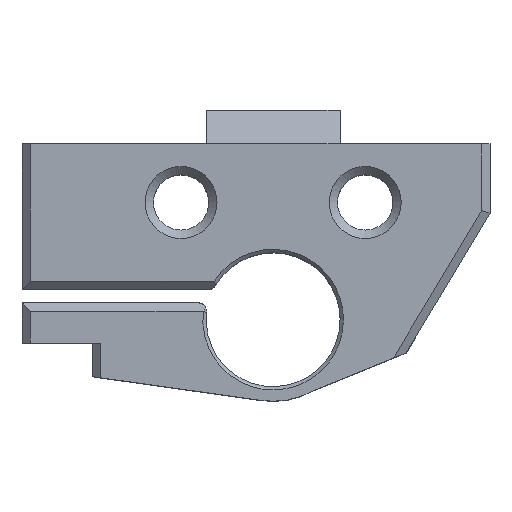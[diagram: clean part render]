
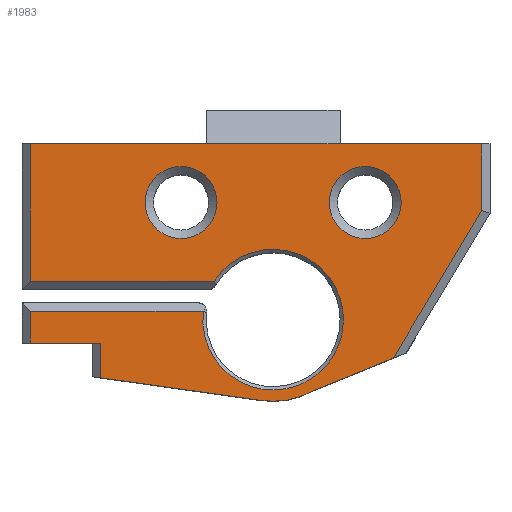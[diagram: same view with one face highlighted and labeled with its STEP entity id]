
A CAD part, top view. The second image highlights one B-rep face of the part: STEP entity #1983.
In plain terms, the highlighted planar face has unit normal (0, 0, 1).
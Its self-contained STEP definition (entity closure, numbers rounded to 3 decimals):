
#35=FACE_BOUND('',#285,.T.);
#36=FACE_BOUND('',#286,.T.);
#65=PLANE('',#2147);
#166=FACE_OUTER_BOUND('',#284,.T.);
#284=EDGE_LOOP('',(#1542,#1543,#1544,#1545,#1546,#1547,#1548,#1549,#1550,
#1551,#1552,#1553,#1554,#1555,#1556,#1557));
#285=EDGE_LOOP('',(#1558));
#286=EDGE_LOOP('',(#1559));
#385=LINE('',#2885,#622);
#400=LINE('',#2918,#637);
#457=LINE('',#3063,#694);
#459=LINE('',#3074,#696);
#460=LINE('',#3075,#697);
#461=LINE('',#3077,#698);
#462=LINE('',#3079,#699);
#463=LINE('',#3083,#700);
#464=LINE('',#3085,#701);
#465=LINE('',#3086,#702);
#466=LINE('',#3088,#703);
#467=LINE('',#3090,#704);
#468=LINE('',#3091,#705);
#622=VECTOR('',#2308,10.);
#637=VECTOR('',#2333,10.);
#694=VECTOR('',#2458,10.);
#696=VECTOR('',#2472,10.);
#697=VECTOR('',#2473,10.);
#698=VECTOR('',#2474,10.);
#699=VECTOR('',#2475,10.);
#700=VECTOR('',#2478,10.);
#701=VECTOR('',#2479,10.);
#702=VECTOR('',#2480,10.);
#703=VECTOR('',#2481,10.);
#704=VECTOR('',#2482,10.);
#705=VECTOR('',#2483,10.);
#847=CIRCLE('',#2093,4.202);
#848=CIRCLE('',#2095,0.3);
#865=CIRCLE('',#2145,2.15);
#867=CIRCLE('',#2148,4.875);
#868=CIRCLE('',#2149,2.15);
#908=VERTEX_POINT('',#2854);
#911=VERTEX_POINT('',#2861);
#913=VERTEX_POINT('',#2866);
#917=VERTEX_POINT('',#2884);
#929=VERTEX_POINT('',#2915);
#930=VERTEX_POINT('',#2917);
#976=VERTEX_POINT('',#3044);
#984=VERTEX_POINT('',#3061);
#985=VERTEX_POINT('',#3067);
#987=VERTEX_POINT('',#3073);
#988=VERTEX_POINT('',#3076);
#989=VERTEX_POINT('',#3078);
#990=VERTEX_POINT('',#3080);
#991=VERTEX_POINT('',#3082);
#992=VERTEX_POINT('',#3084);
#993=VERTEX_POINT('',#3087);
#994=VERTEX_POINT('',#3089);
#995=VERTEX_POINT('',#3092);
#1095=EDGE_CURVE('',#911,#908,#847,.T.);
#1097=EDGE_CURVE('',#913,#911,#848,.T.);
#1105=EDGE_CURVE('',#908,#917,#385,.T.);
#1121=EDGE_CURVE('',#930,#929,#400,.T.);
#1193=EDGE_CURVE('',#976,#984,#457,.T.);
#1195=EDGE_CURVE('',#985,#985,#865,.T.);
#1198=EDGE_CURVE('',#987,#913,#459,.T.);
#1199=EDGE_CURVE('',#976,#987,#460,.T.);
#1200=EDGE_CURVE('',#988,#984,#461,.T.);
#1201=EDGE_CURVE('',#988,#989,#462,.T.);
#1202=EDGE_CURVE('',#989,#990,#867,.T.);
#1203=EDGE_CURVE('',#990,#991,#463,.T.);
#1204=EDGE_CURVE('',#992,#991,#464,.T.);
#1205=EDGE_CURVE('',#930,#992,#465,.T.);
#1206=EDGE_CURVE('',#993,#929,#466,.T.);
#1207=EDGE_CURVE('',#993,#994,#467,.T.);
#1208=EDGE_CURVE('',#917,#994,#468,.T.);
#1209=EDGE_CURVE('',#995,#995,#868,.T.);
#1542=ORIENTED_EDGE('',*,*,#1097,.F.);
#1543=ORIENTED_EDGE('',*,*,#1198,.F.);
#1544=ORIENTED_EDGE('',*,*,#1199,.F.);
#1545=ORIENTED_EDGE('',*,*,#1193,.T.);
#1546=ORIENTED_EDGE('',*,*,#1200,.F.);
#1547=ORIENTED_EDGE('',*,*,#1201,.T.);
#1548=ORIENTED_EDGE('',*,*,#1202,.T.);
#1549=ORIENTED_EDGE('',*,*,#1203,.T.);
#1550=ORIENTED_EDGE('',*,*,#1204,.F.);
#1551=ORIENTED_EDGE('',*,*,#1205,.F.);
#1552=ORIENTED_EDGE('',*,*,#1121,.T.);
#1553=ORIENTED_EDGE('',*,*,#1206,.F.);
#1554=ORIENTED_EDGE('',*,*,#1207,.T.);
#1555=ORIENTED_EDGE('',*,*,#1208,.F.);
#1556=ORIENTED_EDGE('',*,*,#1105,.F.);
#1557=ORIENTED_EDGE('',*,*,#1095,.F.);
#1558=ORIENTED_EDGE('',*,*,#1209,.F.);
#1559=ORIENTED_EDGE('',*,*,#1195,.F.);
#1983=ADVANCED_FACE('',(#166,#35,#36),#65,.T.);
#2093=AXIS2_PLACEMENT_3D('',#2863,#2285,#2286);
#2095=AXIS2_PLACEMENT_3D('',#2870,#2289,#2290);
#2145=AXIS2_PLACEMENT_3D('',#3068,#2465,#2466);
#2147=AXIS2_PLACEMENT_3D('',#3072,#2470,#2471);
#2148=AXIS2_PLACEMENT_3D('',#3081,#2476,#2477);
#2149=AXIS2_PLACEMENT_3D('',#3093,#2484,#2485);
#2285=DIRECTION('center_axis',(0.,0.,1.));
#2286=DIRECTION('ref_axis',(0.968,-0.25,0.));
#2289=DIRECTION('center_axis',(0.,0.,-1.));
#2290=DIRECTION('ref_axis',(0.745,0.667,0.));
#2308=DIRECTION('',(-1.,0.,0.));
#2333=DIRECTION('',(-1.,0.,0.));
#2458=DIRECTION('',(1.,0.,0.));
#2465=DIRECTION('center_axis',(0.,0.,1.));
#2466=DIRECTION('ref_axis',(-1.,0.,0.));
#2470=DIRECTION('center_axis',(0.,0.,1.));
#2471=DIRECTION('ref_axis',(1.,0.,0.));
#2472=DIRECTION('',(1.,0.,0.));
#2473=DIRECTION('',(0.,1.,0.));
#2474=DIRECTION('',(0.,1.,0.));
#2475=DIRECTION('',(0.99,-0.14,0.));
#2476=DIRECTION('center_axis',(0.,0.,1.));
#2477=DIRECTION('ref_axis',(-0.164,-0.986,0.));
#2478=DIRECTION('',(0.926,0.377,0.));
#2479=DIRECTION('',(-0.514,-0.858,0.));
#2480=DIRECTION('',(0.,-1.,0.));
#2481=DIRECTION('',(1.,0.,0.));
#2482=DIRECTION('',(-1.,0.,0.));
#2483=DIRECTION('',(0.,1.,0.));
#2484=DIRECTION('center_axis',(0.,0.,1.));
#2485=DIRECTION('ref_axis',(-1.,0.,0.));
#2854=CARTESIAN_POINT('',(-3.517,-4.7,0.));
#2861=CARTESIAN_POINT('',(-4.176,-6.533,0.));
#2863=CARTESIAN_POINT('Origin',(0.,-7.,0.));
#2866=CARTESIAN_POINT('',(-4.174,-6.5,0.));
#2870=CARTESIAN_POINT('Origin',(-4.474,-6.5,0.));
#2884=CARTESIAN_POINT('',(-14.5,-4.7,0.));
#2885=CARTESIAN_POINT('',(-2.299,-4.7,0.));
#2915=CARTESIAN_POINT('',(4.,3.5,0.));
#2917=CARTESIAN_POINT('',(12.455,3.5,0.));
#2918=CARTESIAN_POINT('',(12.955,3.5,0.));
#3044=CARTESIAN_POINT('',(-14.5,-8.4,0.));
#3061=CARTESIAN_POINT('',(-10.3,-8.4,0.));
#3063=CARTESIAN_POINT('',(-15.,-8.4,0.));
#3067=CARTESIAN_POINT('',(7.65,0.,0.));
#3068=CARTESIAN_POINT('Origin',(5.5,0.,0.));
#3072=CARTESIAN_POINT('Origin',(-1.023,-4.188,0.));
#3073=CARTESIAN_POINT('',(-14.5,-6.5,0.));
#3074=CARTESIAN_POINT('',(-8.011,-6.5,0.));
#3075=CARTESIAN_POINT('',(-14.5,-6.294,0.));
#3076=CARTESIAN_POINT('',(-10.3,-10.47,0.));
#3077=CARTESIAN_POINT('',(-10.3,-7.294,0.));
#3078=CARTESIAN_POINT('',(-0.8,-11.809,0.));
#3079=CARTESIAN_POINT('',(-10.8,-10.4,0.));
#3080=CARTESIAN_POINT('',(2.4,-11.243,0.));
#3081=CARTESIAN_POINT('Origin',(0.,-7.,0.));
#3082=CARTESIAN_POINT('',(7.184,-9.295,0.));
#3083=CARTESIAN_POINT('',(2.4,-11.243,0.));
#3084=CARTESIAN_POINT('',(12.455,-0.492,0.));
#3085=CARTESIAN_POINT('',(9.897,-4.763,0.));
#3086=CARTESIAN_POINT('',(12.455,-0.344,0.));
#3087=CARTESIAN_POINT('',(-4.,3.5,0.));
#3088=CARTESIAN_POINT('',(-0.549,3.5,0.));
#3089=CARTESIAN_POINT('',(-14.5,3.5,0.));
#3090=CARTESIAN_POINT('',(12.955,3.5,0.));
#3091=CARTESIAN_POINT('',(-14.5,-4.694,0.));
#3092=CARTESIAN_POINT('',(-3.35,0.,0.));
#3093=CARTESIAN_POINT('Origin',(-5.5,0.,0.));
